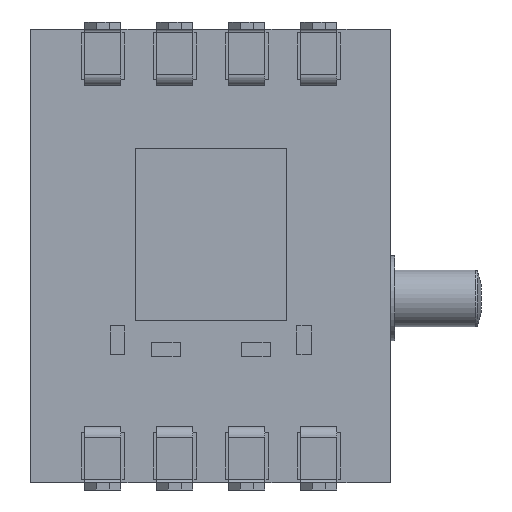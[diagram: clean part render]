
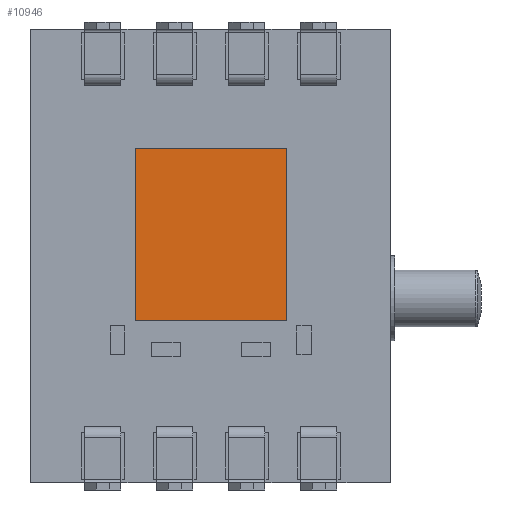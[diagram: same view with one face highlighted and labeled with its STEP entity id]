
A CAD part, front view. The second image highlights one B-rep face of the part: STEP entity #10946.
In plain terms, the highlighted planar face has unit normal (0, -1, 0).
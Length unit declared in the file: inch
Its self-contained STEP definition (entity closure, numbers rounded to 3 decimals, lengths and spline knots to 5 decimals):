
#1027 = FACE_OUTER_BOUND ( 'NONE', #2778, .T. ) ;
#2778 = EDGE_LOOP ( 'NONE', ( #10436, #10435, #10434, #10433 ) ) ;
#4131 = AXIS2_PLACEMENT_3D ( 'NONE', #5117, #5127, #5128 ) ;
#5117 = CARTESIAN_POINT ( 'NONE',  ( 0.105, -0.09173, -0.09 ) ) ;
#5122 = PLANE ( 'NONE',  #4131 ) ;
#5127 = DIRECTION ( 'NONE',  ( 0., -1., 0. ) ) ;
#5128 = DIRECTION ( 'NONE',  ( 0., 0., -1. ) ) ;
#5574 = CARTESIAN_POINT ( 'NONE',  ( 0.105, -0.09173, 0.15 ) ) ;
#5575 = CARTESIAN_POINT ( 'NONE',  ( 0.105, -0.09173, -0.09 ) ) ;
#5580 = CARTESIAN_POINT ( 'NONE',  ( -0.105, -0.09173, 0.15 ) ) ;
#5583 = CARTESIAN_POINT ( 'NONE',  ( -0.105, -0.09173, -0.09 ) ) ;
#6434 = CARTESIAN_POINT ( 'NONE',  ( -0.105, -0.09173, -0.09 ) ) ;
#6435 = DIRECTION ( 'NONE',  ( 1., 0., 0. ) ) ;
#6444 = CARTESIAN_POINT ( 'NONE',  ( -0.105, -0.09173, 0.15 ) ) ;
#6445 = DIRECTION ( 'NONE',  ( -1., 0., 0. ) ) ;
#6448 = CARTESIAN_POINT ( 'NONE',  ( 0.105, -0.09173, 0.15 ) ) ;
#6449 = DIRECTION ( 'NONE',  ( 0., 0., 1. ) ) ;
#6450 = CARTESIAN_POINT ( 'NONE',  ( -0.105, -0.09173, 0.15 ) ) ;
#6451 = DIRECTION ( 'NONE',  ( 0., 0., -1. ) ) ;
#10433 = ORIENTED_EDGE ( 'NONE', *, *, #12361, .T. ) ;
#10434 = ORIENTED_EDGE ( 'NONE', *, *, #12369, .T. ) ;
#10435 = ORIENTED_EDGE ( 'NONE', *, *, #12366, .T. ) ;
#10436 = ORIENTED_EDGE ( 'NONE', *, *, #12368, .T. ) ;
#10946 = ADVANCED_FACE ( 'NONE', ( #1027 ), #5122, .T. ) ;
#11815 = VERTEX_POINT ( 'NONE', #5574 ) ;
#11816 = VERTEX_POINT ( 'NONE', #5575 ) ;
#11821 = VERTEX_POINT ( 'NONE', #5580 ) ;
#11824 = VERTEX_POINT ( 'NONE', #5583 ) ;
#12361 = EDGE_CURVE ( 'NONE', #11824, #11816, #13950, .T. ) ;
#12366 = EDGE_CURVE ( 'NONE', #11815, #11821, #13930, .T. ) ;
#12368 = EDGE_CURVE ( 'NONE', #11816, #11815, #13922, .T. ) ;
#12369 = EDGE_CURVE ( 'NONE', #11821, #11824, #13918, .T. ) ;
#13917 = VECTOR ( 'NONE', #6451, 39.37008 ) ;
#13918 = LINE ( 'NONE', #6450, #13917 ) ;
#13920 = VECTOR ( 'NONE', #6449, 39.37008 ) ;
#13922 = LINE ( 'NONE', #6448, #13920 ) ;
#13928 = VECTOR ( 'NONE', #6445, 39.37008 ) ;
#13930 = LINE ( 'NONE', #6444, #13928 ) ;
#13948 = VECTOR ( 'NONE', #6435, 39.37008 ) ;
#13950 = LINE ( 'NONE', #6434, #13948 ) ;
